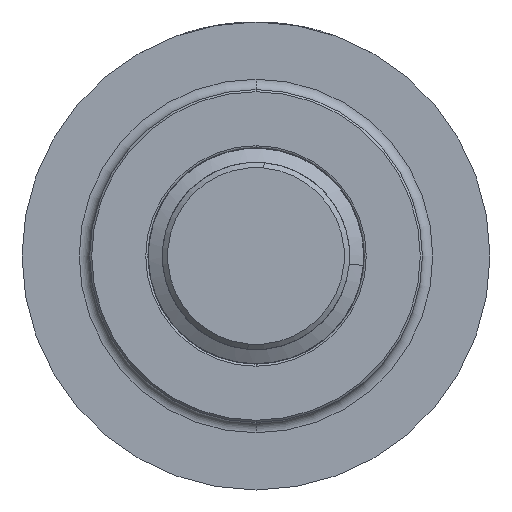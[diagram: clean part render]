
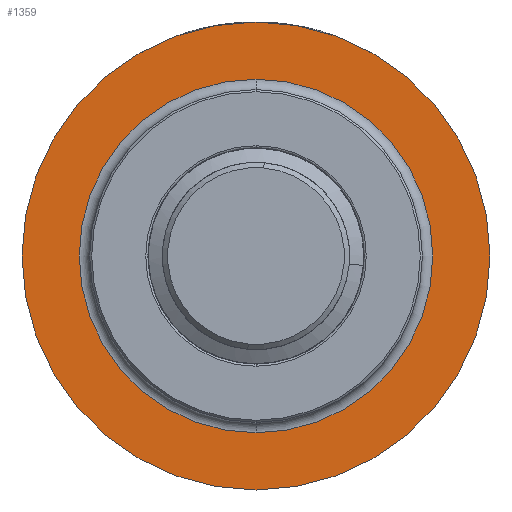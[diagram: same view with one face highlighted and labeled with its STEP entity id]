
A CAD part, front view. The second image highlights one B-rep face of the part: STEP entity #1359.
In plain terms, the highlighted planar face has unit normal (0, -1, 0).
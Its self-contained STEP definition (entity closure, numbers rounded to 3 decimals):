
#6 = CIRCLE ( 'NONE', #3302, 17. ) ;
#48 = EDGE_LOOP ( 'NONE', ( #447, #6678 ) ) ;
#130 = DIRECTION ( 'NONE',  ( 0., -1., 0. ) ) ;
#447 = ORIENTED_EDGE ( 'NONE', *, *, #2947, .F. ) ;
#614 = DIRECTION ( 'NONE',  ( 0., 0., -1. ) ) ;
#709 = VERTEX_POINT ( 'NONE', #2758 ) ;
#740 = CARTESIAN_POINT ( 'NONE',  ( 0., 1.42, -22.5 ) ) ;
#1023 = CARTESIAN_POINT ( 'NONE',  ( 17., 1.42, 0. ) ) ;
#1049 = DIRECTION ( 'NONE',  ( 0., -1., 0. ) ) ;
#1171 = CIRCLE ( 'NONE', #2367, 22.5 ) ;
#1285 = ORIENTED_EDGE ( 'NONE', *, *, #5019, .T. ) ;
#1359 = ADVANCED_FACE ( 'NONE', ( #1555, #6041 ), #5324, .T. ) ;
#1555 = FACE_OUTER_BOUND ( 'NONE', #6054, .T. ) ;
#1571 = VERTEX_POINT ( 'NONE', #740 ) ;
#1638 = AXIS2_PLACEMENT_3D ( 'NONE', #7443, #4346, #614 ) ;
#1975 = CARTESIAN_POINT ( 'NONE',  ( 0., 1.42, 0. ) ) ;
#2259 = DIRECTION ( 'NONE',  ( 0., -1., 0. ) ) ;
#2355 = AXIS2_PLACEMENT_3D ( 'NONE', #1023, #1049, #4784 ) ;
#2367 = AXIS2_PLACEMENT_3D ( 'NONE', #4999, #4944, #2496 ) ;
#2496 = DIRECTION ( 'NONE',  ( 0., 0., -1. ) ) ;
#2758 = CARTESIAN_POINT ( 'NONE',  ( 0., 1.42, 22.5 ) ) ;
#2891 = DIRECTION ( 'NONE',  ( 0., 0., -1. ) ) ;
#2932 = CARTESIAN_POINT ( 'NONE',  ( 0., 1.42, 17. ) ) ;
#2947 = EDGE_CURVE ( 'NONE', #7591, #5910, #6, .T. ) ;
#3128 = EDGE_CURVE ( 'NONE', #1571, #709, #3211, .T. ) ;
#3211 = CIRCLE ( 'NONE', #1638, 22.5 ) ;
#3302 = AXIS2_PLACEMENT_3D ( 'NONE', #6646, #2259, #2891 ) ;
#3463 = EDGE_CURVE ( 'NONE', #5910, #7591, #6148, .T. ) ;
#3526 = ORIENTED_EDGE ( 'NONE', *, *, #3128, .T. ) ;
#3885 = CARTESIAN_POINT ( 'NONE',  ( 0., 1.42, -17. ) ) ;
#4346 = DIRECTION ( 'NONE',  ( 0., -1., 0. ) ) ;
#4784 = DIRECTION ( 'NONE',  ( 0., 0., -1. ) ) ;
#4944 = DIRECTION ( 'NONE',  ( 0., -1., 0. ) ) ;
#4999 = CARTESIAN_POINT ( 'NONE',  ( 0., 1.42, 0. ) ) ;
#5019 = EDGE_CURVE ( 'NONE', #709, #1571, #1171, .T. ) ;
#5100 = AXIS2_PLACEMENT_3D ( 'NONE', #1975, #130, #6331 ) ;
#5324 = PLANE ( 'NONE',  #2355 ) ;
#5910 = VERTEX_POINT ( 'NONE', #2932 ) ;
#6041 = FACE_BOUND ( 'NONE', #48, .T. ) ;
#6054 = EDGE_LOOP ( 'NONE', ( #3526, #1285 ) ) ;
#6148 = CIRCLE ( 'NONE', #5100, 17. ) ;
#6331 = DIRECTION ( 'NONE',  ( 0., 0., -1. ) ) ;
#6646 = CARTESIAN_POINT ( 'NONE',  ( 0., 1.42, 0. ) ) ;
#6678 = ORIENTED_EDGE ( 'NONE', *, *, #3463, .F. ) ;
#7443 = CARTESIAN_POINT ( 'NONE',  ( 0., 1.42, 0. ) ) ;
#7591 = VERTEX_POINT ( 'NONE', #3885 ) ;
